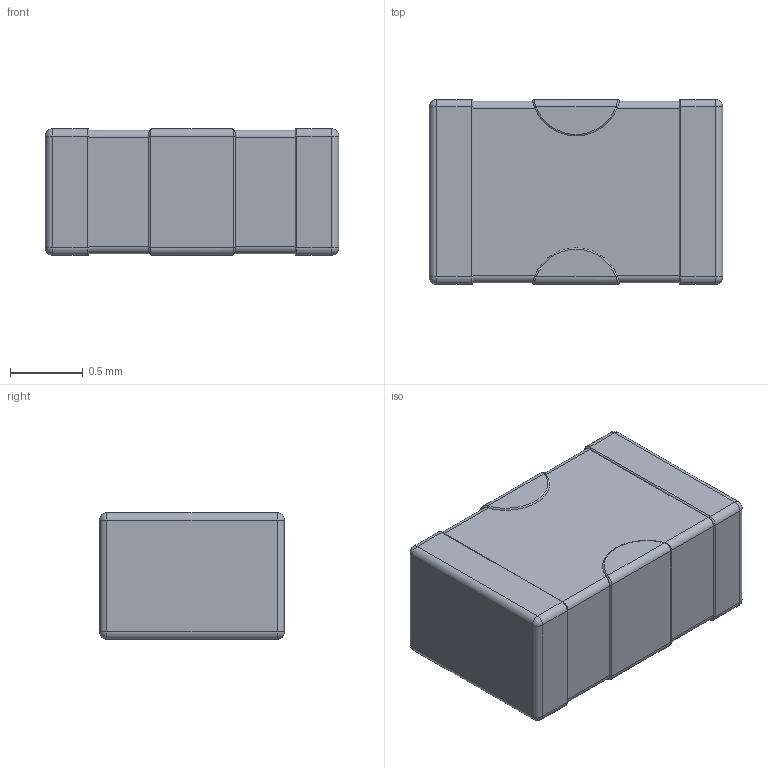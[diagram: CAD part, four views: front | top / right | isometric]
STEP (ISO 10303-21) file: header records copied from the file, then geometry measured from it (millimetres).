
FILE_DESCRIPTION (( 'STEP AP214' ), '1' );
FILE_NAME ('NFM21PC Series.STEP', '2020-01-17T17:34:33', ( 'Elessar' ), ( '' ), 'SwSTEP 2.0', 'SolidWorks 2018', '' );
FILE_SCHEMA (( 'AUTOMOTIVE_DESIGN' ));
Length unit declared in the file: millimetre
Products named in the file (1): NFM21PC Series
Bounding box: 2.02 x 1.27 x 0.87 mm (x, y, z)
Surface area: 19.8 mm2
Topology: 5 solids, 5 shells, 108 faces, 230 edges, 116 vertices
Faces by surface type: cylinder 48, plane 24, sphere 16, torus 12, bspline 8
Entity records: 4050 total; most frequent: CARTESIAN_POINT 767, DIRECTION 508, ORIENTED_EDGE 428, EDGE_CURVE 214, AXIS2_PLACEMENT_3D 209, VERTEX_POINT 116, FACE_OUTER_BOUND 108, ADVANCED_FACE 108
